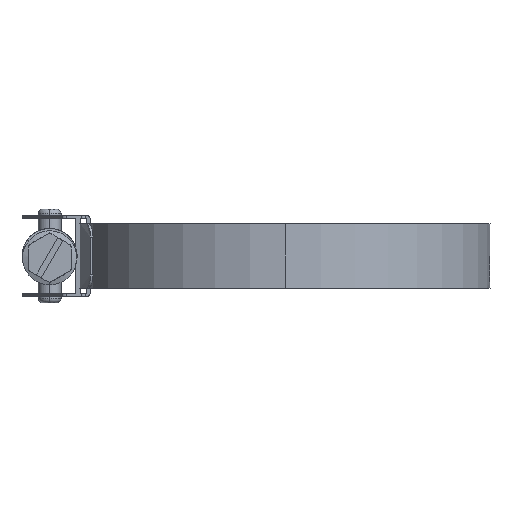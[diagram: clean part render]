
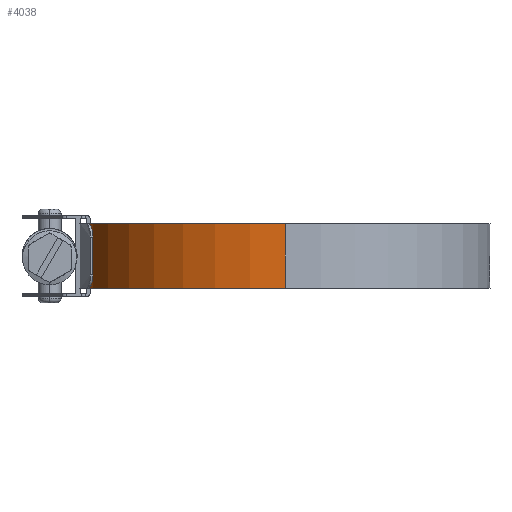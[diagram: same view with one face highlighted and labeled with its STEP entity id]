
A CAD part, left-side view. The second image highlights one B-rep face of the part: STEP entity #4038.
In plain terms, the highlighted cylindrical face has radius 45.03 mm (diameter 90.06 mm), a partial arc.
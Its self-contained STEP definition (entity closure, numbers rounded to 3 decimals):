
#497 = EDGE_CURVE ( 'NONE', #6777, #5863, #4846, .T. ) ;
#849 = CARTESIAN_POINT ( 'NONE',  ( 0., 45.03, 7.15 ) ) ;
#2091 = VERTEX_POINT ( 'NONE', #10865 ) ;
#2247 = AXIS2_PLACEMENT_3D ( 'NONE', #12046, #7907, #4750 ) ;
#2561 = EDGE_CURVE ( 'NONE', #6777, #10144, #8232, .T. ) ;
#2767 = CARTESIAN_POINT ( 'NONE',  ( 0., 45.03, 7.15 ) ) ;
#2846 = DIRECTION ( 'NONE',  ( 1., 0., 0. ) ) ;
#3359 = FACE_OUTER_BOUND ( 'NONE', #6299, .T. ) ;
#3537 = EDGE_CURVE ( 'NONE', #5863, #2091, #7823, .T. ) ;
#3603 = AXIS2_PLACEMENT_3D ( 'NONE', #13692, #7458, #11822 ) ;
#3978 = EDGE_CURVE ( 'NONE', #10144, #2091, #12645, .T. ) ;
#4038 = ADVANCED_FACE ( 'NONE', ( #3359 ), #7610, .T. ) ;
#4750 = DIRECTION ( 'NONE',  ( 1., 0., 0. ) ) ;
#4816 = ORIENTED_EDGE ( 'NONE', *, *, #3537, .T. ) ;
#4846 = LINE ( 'NONE', #2767, #13505 ) ;
#5863 = VERTEX_POINT ( 'NONE', #8740 ) ;
#6299 = EDGE_LOOP ( 'NONE', ( #12712, #7746, #11607, #4816 ) ) ;
#6432 = AXIS2_PLACEMENT_3D ( 'NONE', #12349, #8092, #2846 ) ;
#6777 = VERTEX_POINT ( 'NONE', #849 ) ;
#7458 = DIRECTION ( 'NONE',  ( 0., 0., -1. ) ) ;
#7610 = CYLINDRICAL_SURFACE ( 'NONE', #3603, 45.03 ) ;
#7746 = ORIENTED_EDGE ( 'NONE', *, *, #2561, .F. ) ;
#7823 = CIRCLE ( 'NONE', #2247, 45.03 ) ;
#7907 = DIRECTION ( 'NONE',  ( 0., 0., 1. ) ) ;
#8092 = DIRECTION ( 'NONE',  ( 0., 0., 1. ) ) ;
#8232 = CIRCLE ( 'NONE', #6432, 45.03 ) ;
#8438 = CARTESIAN_POINT ( 'NONE',  ( -45.03, 0., 7.15 ) ) ;
#8740 = CARTESIAN_POINT ( 'NONE',  ( 0., 45.03, -7.15 ) ) ;
#9112 = DIRECTION ( 'NONE',  ( 0., 0., -1. ) ) ;
#9375 = VECTOR ( 'NONE', #12720, 1000. ) ;
#9733 = CARTESIAN_POINT ( 'NONE',  ( -45.03, 0., 7.15 ) ) ;
#10144 = VERTEX_POINT ( 'NONE', #9733 ) ;
#10865 = CARTESIAN_POINT ( 'NONE',  ( -45.03, 0., -7.15 ) ) ;
#11607 = ORIENTED_EDGE ( 'NONE', *, *, #497, .T. ) ;
#11822 = DIRECTION ( 'NONE',  ( -1., 0., 0. ) ) ;
#12046 = CARTESIAN_POINT ( 'NONE',  ( 0., 0., -7.15 ) ) ;
#12349 = CARTESIAN_POINT ( 'NONE',  ( 0., 0., 7.15 ) ) ;
#12645 = LINE ( 'NONE', #8438, #9375 ) ;
#12712 = ORIENTED_EDGE ( 'NONE', *, *, #3978, .F. ) ;
#12720 = DIRECTION ( 'NONE',  ( 0., 0., -1. ) ) ;
#13505 = VECTOR ( 'NONE', #9112, 1000. ) ;
#13692 = CARTESIAN_POINT ( 'NONE',  ( 0., 0., 7.15 ) ) ;
